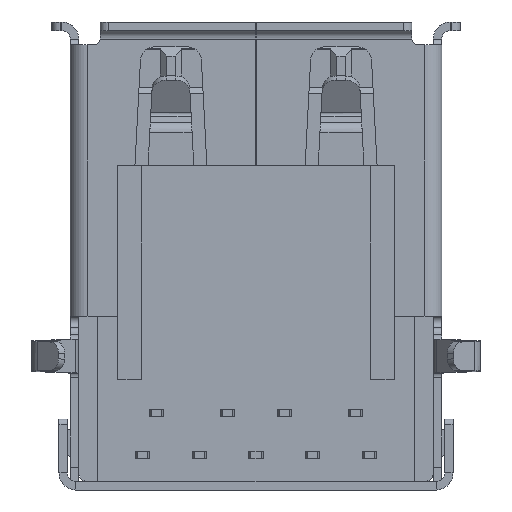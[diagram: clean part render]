
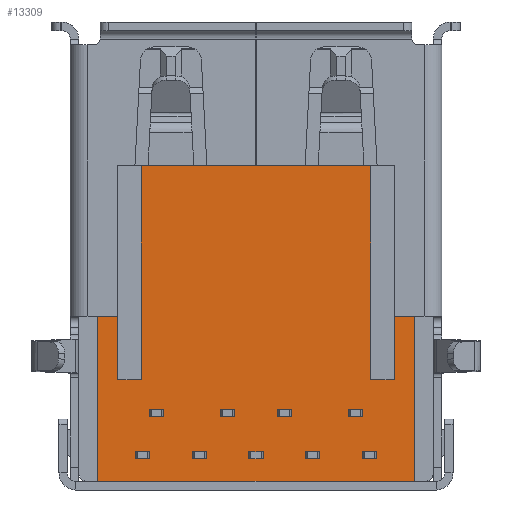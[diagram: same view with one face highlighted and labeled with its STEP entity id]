
A CAD part, front view. The second image highlights one B-rep face of the part: STEP entity #13309.
In plain terms, the highlighted planar face has unit normal (0, -1, 0).
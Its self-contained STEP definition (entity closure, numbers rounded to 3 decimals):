
#654 = VECTOR ( 'NONE', #14826, 1000. ) ;
#1414 = VERTEX_POINT ( 'NONE', #11298 ) ;
#1546 = VECTOR ( 'NONE', #10098, 1000. ) ;
#1585 = ORIENTED_EDGE ( 'NONE', *, *, #10421, .T. ) ;
#1806 = CARTESIAN_POINT ( 'NONE',  ( -4.868, -3.73, -8.25 ) ) ;
#2254 = CARTESIAN_POINT ( 'NONE',  ( -5.595, -3.73, -7.95 ) ) ;
#2335 = LINE ( 'NONE', #19484, #18168 ) ;
#2577 = LINE ( 'NONE', #15987, #7595 ) ;
#2772 = ORIENTED_EDGE ( 'NONE', *, *, #10945, .T. ) ;
#2803 = ORIENTED_EDGE ( 'NONE', *, *, #7098, .T. ) ;
#3523 = ORIENTED_EDGE ( 'NONE', *, *, #13276, .T. ) ;
#3551 = CARTESIAN_POINT ( 'NONE',  ( -4.868, -3.73, -8.25 ) ) ;
#3640 = LINE ( 'NONE', #6600, #6259 ) ;
#3859 = VECTOR ( 'NONE', #5115, 1000. ) ;
#3922 = CARTESIAN_POINT ( 'NONE',  ( -4.05, -3.73, -8.25 ) ) ;
#4048 = VERTEX_POINT ( 'NONE', #15031 ) ;
#4074 = CARTESIAN_POINT ( 'NONE',  ( -4.868, -3.73, -2.13 ) ) ;
#4108 = ORIENTED_EDGE ( 'NONE', *, *, #8331, .F. ) ;
#4113 = CARTESIAN_POINT ( 'NONE',  ( -4.868, -3.73, -4.356 ) ) ;
#4138 = CARTESIAN_POINT ( 'NONE',  ( 0., -3.73, -7.95 ) ) ;
#4356 = CARTESIAN_POINT ( 'NONE',  ( 5.595, -3.73, -2.13 ) ) ;
#4556 = ORIENTED_EDGE ( 'NONE', *, *, #10335, .F. ) ;
#4702 = PLANE ( 'NONE',  #15779 ) ;
#5040 = VECTOR ( 'NONE', #17572, 1000. ) ;
#5115 = DIRECTION ( 'NONE',  ( 0., 0., 1. ) ) ;
#5277 = DIRECTION ( 'NONE',  ( -1., 0., 0. ) ) ;
#5311 = EDGE_CURVE ( 'NONE', #9481, #11300, #5754, .T. ) ;
#5698 = LINE ( 'NONE', #10799, #17931 ) ;
#5710 = VECTOR ( 'NONE', #13211, 1000. ) ;
#5733 = ORIENTED_EDGE ( 'NONE', *, *, #7907, .T. ) ;
#5754 = LINE ( 'NONE', #3922, #5040 ) ;
#5879 = VERTEX_POINT ( 'NONE', #11673 ) ;
#6259 = VECTOR ( 'NONE', #5277, 1000. ) ;
#6335 = DIRECTION ( 'NONE',  ( 0., 0., 1. ) ) ;
#6600 = CARTESIAN_POINT ( 'NONE',  ( -4.868, -3.73, -4.356 ) ) ;
#6622 = ORIENTED_EDGE ( 'NONE', *, *, #11591, .T. ) ;
#6668 = VERTEX_POINT ( 'NONE', #16413 ) ;
#6839 = VERTEX_POINT ( 'NONE', #13561 ) ;
#6883 = LINE ( 'NONE', #4138, #5710 ) ;
#6998 = VECTOR ( 'NONE', #7517, 1000. ) ;
#7098 = EDGE_CURVE ( 'NONE', #7976, #4048, #16843, .T. ) ;
#7254 = LINE ( 'NONE', #3551, #12358 ) ;
#7331 = ORIENTED_EDGE ( 'NONE', *, *, #19810, .T. ) ;
#7351 = FACE_OUTER_BOUND ( 'NONE', #12901, .T. ) ;
#7517 = DIRECTION ( 'NONE',  ( 0., 0., 1. ) ) ;
#7595 = VECTOR ( 'NONE', #14382, 1000. ) ;
#7702 = ORIENTED_EDGE ( 'NONE', *, *, #7932, .F. ) ;
#7820 = VERTEX_POINT ( 'NONE', #2254 ) ;
#7833 = DIRECTION ( 'NONE',  ( -1., 0., 0. ) ) ;
#7907 = EDGE_CURVE ( 'NONE', #14961, #7976, #3640, .T. ) ;
#7932 = EDGE_CURVE ( 'NONE', #5879, #9062, #19695, .T. ) ;
#7976 = VERTEX_POINT ( 'NONE', #14719 ) ;
#8167 = DIRECTION ( 'NONE',  ( 0., 0., 1. ) ) ;
#8331 = EDGE_CURVE ( 'NONE', #14961, #5879, #16795, .T. ) ;
#8783 = ORIENTED_EDGE ( 'NONE', *, *, #5311, .F. ) ;
#9062 = VERTEX_POINT ( 'NONE', #4356 ) ;
#9481 = VERTEX_POINT ( 'NONE', #14625 ) ;
#9867 = VECTOR ( 'NONE', #10042, 1000. ) ;
#10042 = DIRECTION ( 'NONE',  ( 1., 0., 0. ) ) ;
#10098 = DIRECTION ( 'NONE',  ( 0., 0., 1. ) ) ;
#10335 = EDGE_CURVE ( 'NONE', #1414, #13347, #2577, .T. ) ;
#10421 = EDGE_CURVE ( 'NONE', #7820, #6668, #6883, .T. ) ;
#10668 = DIRECTION ( 'NONE',  ( 0., 0., 1. ) ) ;
#10799 = CARTESIAN_POINT ( 'NONE',  ( 4.05, -3.73, 3.184 ) ) ;
#10945 = EDGE_CURVE ( 'NONE', #6668, #9062, #2335, .T. ) ;
#11298 = CARTESIAN_POINT ( 'NONE',  ( -5.595, -3.73, -2.13 ) ) ;
#11300 = VERTEX_POINT ( 'NONE', #12862 ) ;
#11591 = EDGE_CURVE ( 'NONE', #9481, #6839, #13605, .T. ) ;
#11673 = CARTESIAN_POINT ( 'NONE',  ( 4.868, -3.73, -2.13 ) ) ;
#12358 = VECTOR ( 'NONE', #8167, 1000. ) ;
#12862 = CARTESIAN_POINT ( 'NONE',  ( -4.05, -3.73, 3.184 ) ) ;
#12901 = EDGE_LOOP ( 'NONE', ( #7702, #4108, #5733, #2803, #3523, #8783, #6622, #7331, #4556, #14417, #1585, #2772 ) ) ;
#13211 = DIRECTION ( 'NONE',  ( 1., 0., 0. ) ) ;
#13276 = EDGE_CURVE ( 'NONE', #4048, #11300, #5698, .T. ) ;
#13309 = ADVANCED_FACE ( 'NONE', ( #7351 ), #4702, .F. ) ;
#13347 = VERTEX_POINT ( 'NONE', #13998 ) ;
#13561 = CARTESIAN_POINT ( 'NONE',  ( -4.868, -3.73, -4.356 ) ) ;
#13605 = LINE ( 'NONE', #4113, #654 ) ;
#13998 = CARTESIAN_POINT ( 'NONE',  ( -4.868, -3.73, -2.13 ) ) ;
#14314 = CARTESIAN_POINT ( 'NONE',  ( 4.868, -3.73, -8.25 ) ) ;
#14382 = DIRECTION ( 'NONE',  ( 1., 0., 0. ) ) ;
#14417 = ORIENTED_EDGE ( 'NONE', *, *, #16708, .F. ) ;
#14625 = CARTESIAN_POINT ( 'NONE',  ( -4.05, -3.73, -4.356 ) ) ;
#14719 = CARTESIAN_POINT ( 'NONE',  ( 4.05, -3.73, -4.356 ) ) ;
#14826 = DIRECTION ( 'NONE',  ( -1., 0., 0. ) ) ;
#14961 = VERTEX_POINT ( 'NONE', #17178 ) ;
#15031 = CARTESIAN_POINT ( 'NONE',  ( 4.05, -3.73, 3.184 ) ) ;
#15779 = AXIS2_PLACEMENT_3D ( 'NONE', #1806, #16997, #6335 ) ;
#15849 = LINE ( 'NONE', #16714, #6998 ) ;
#15987 = CARTESIAN_POINT ( 'NONE',  ( -4.868, -3.73, -2.13 ) ) ;
#16413 = CARTESIAN_POINT ( 'NONE',  ( 5.595, -3.73, -7.95 ) ) ;
#16708 = EDGE_CURVE ( 'NONE', #7820, #1414, #15849, .T. ) ;
#16714 = CARTESIAN_POINT ( 'NONE',  ( -5.595, -3.73, -8.25 ) ) ;
#16795 = LINE ( 'NONE', #14314, #3859 ) ;
#16843 = LINE ( 'NONE', #17656, #1546 ) ;
#16997 = DIRECTION ( 'NONE',  ( 0., 1., 0. ) ) ;
#17178 = CARTESIAN_POINT ( 'NONE',  ( 4.868, -3.73, -4.356 ) ) ;
#17572 = DIRECTION ( 'NONE',  ( 0., 0., 1. ) ) ;
#17656 = CARTESIAN_POINT ( 'NONE',  ( 4.05, -3.73, -8.25 ) ) ;
#17931 = VECTOR ( 'NONE', #7833, 1000. ) ;
#18168 = VECTOR ( 'NONE', #10668, 1000. ) ;
#19484 = CARTESIAN_POINT ( 'NONE',  ( 5.595, -3.73, -8.25 ) ) ;
#19695 = LINE ( 'NONE', #4074, #9867 ) ;
#19810 = EDGE_CURVE ( 'NONE', #6839, #13347, #7254, .T. ) ;
